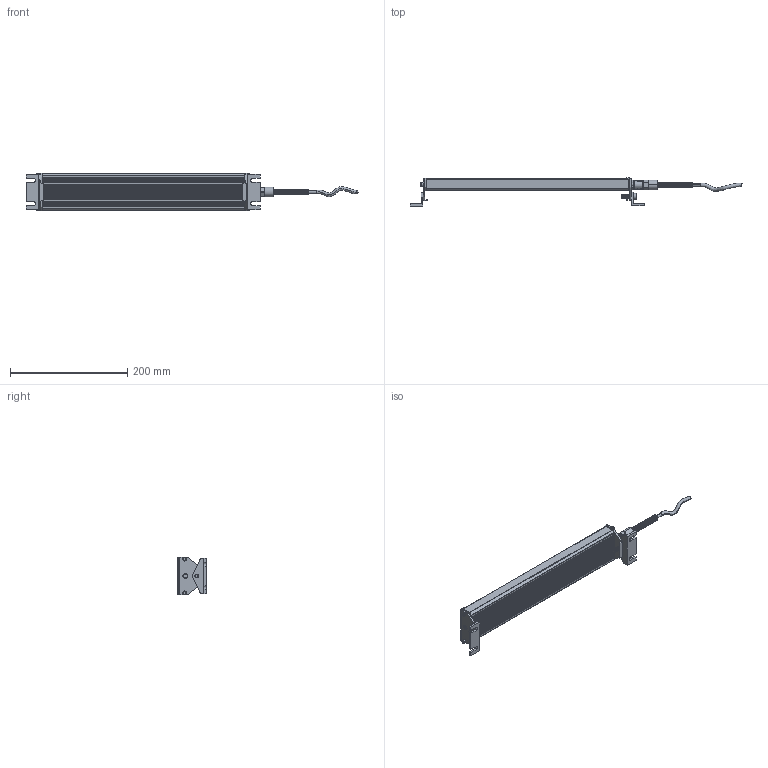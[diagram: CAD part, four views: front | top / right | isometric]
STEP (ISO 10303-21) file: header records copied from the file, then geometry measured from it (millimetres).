
FILE_DESCRIPTION((''),'2;1');
FILE_NAME('F9P-00_ASM','2023-02-07T',('Administrator'),(''),'CREO PARAMETRIC BY PTC INC, 2014500','CREO PARAMETRIC BY PTC INC, 2014500','');
FILE_SCHEMA(('CONFIG_CONTROL_DESIGN'));
Products named in the file (11): F9P-DT-4_; F9P-FSDP-2_; F9P-XC-2-2_; FP-B_; FP-BL-2_; M4-16_; F1-GXLM_; F1-PG_; F1-ZJ-2_; M6-16_; F9P-00_ASM
Assembly tree (16 placements, depth 2):
  F9P-00_ASM
    F9P-DT-4_
    F9P-FSDP-2_  x2
    F9P-XC-2-2_  x2
    FP-B_
    FP-BL-2_
    M4-16_  x4
    F1-GXLM_
    F1-PG_
    F1-ZJ-2_  x2
    M6-16_
Bounding box: 566.7 x 47.9 x 64 mm (x, y, z)
Surface area: 170004.4 mm2 (no closed solid volume)
Topology: 0 solids, 17 shells, 1437 faces, 3496 edges, 2230 vertices
Faces by surface type: cylinder 694, plane 405, bspline 165, torus 144, cone 29
Entity records: 53153 total; most frequent: CARTESIAN_POINT 29822, DIRECTION 4787, ORIENTED_EDGE 4764, EDGE_CURVE 2382, AXIS2_PLACEMENT_3D 1896, VERTEX_POINT 1517, EDGE_LOOP 1169, FACE_OUTER_BOUND 1018
